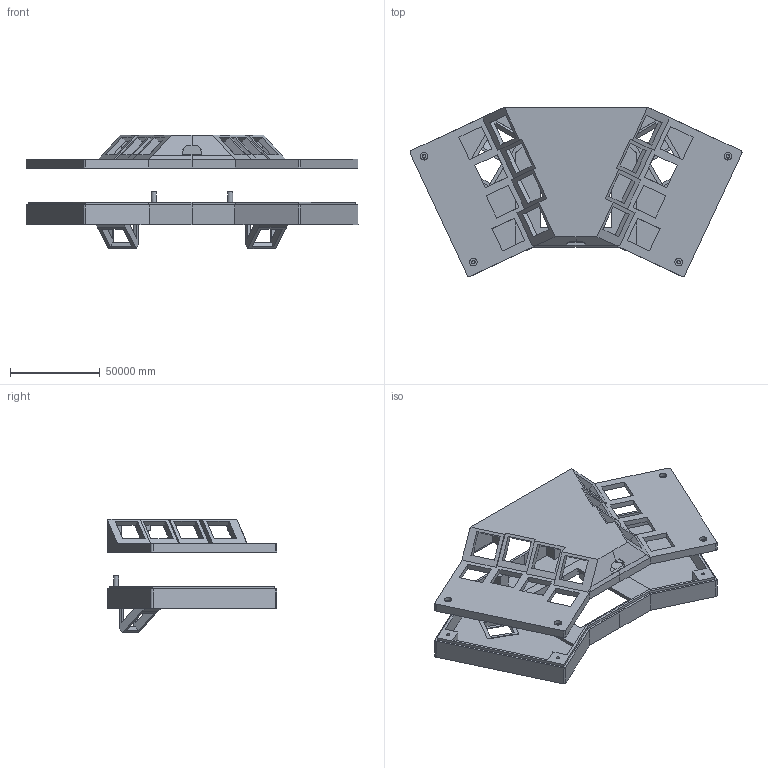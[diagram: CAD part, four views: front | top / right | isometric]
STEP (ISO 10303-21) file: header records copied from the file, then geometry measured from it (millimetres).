
FILE_DESCRIPTION(('HOOPS Exchange Step'),'2;1');
FILE_NAME('Typepad_Taipo.stp','2023-09-06T16:38:40+02:00',('adrian'),('Unknown organisation'),'HOOPS Exchange 2023.1','HOOPS Exchange','Unknown authorisation');
FILE_SCHEMA( ('AP203_CONFIGURATION_CONTROLLED_3D_DESIGN_OF_MECHANICAL_PARTS_AND_ASSEMBLIES_MIM_LF') );
Length unit declared in the file: millimetre
Products named in the file (1): export
Bounding box: 185050.19 x 94548.37 x 63281.71 mm (x, y, z)
Volume: 76026308214455.9 mm3; surface area: 66689093487.8 mm2
Topology: 2 solids, 2 shells, 487 faces, 1428 edges, 938 vertices
Faces by surface type: plane 373, bspline 82, cylinder 28, offset 4
Full cylindrical faces by diameter (mm): 3000 x2, 3800 x4, 4200 x4
Entity records: 36468 total; most frequent: CARTESIAN_POINT 24196, ORIENTED_EDGE 2888, DIRECTION 1964, EDGE_CURVE 1444, VECTOR 1036, LINE 1036, VERTEX_POINT 954, EDGE_LOOP 544
